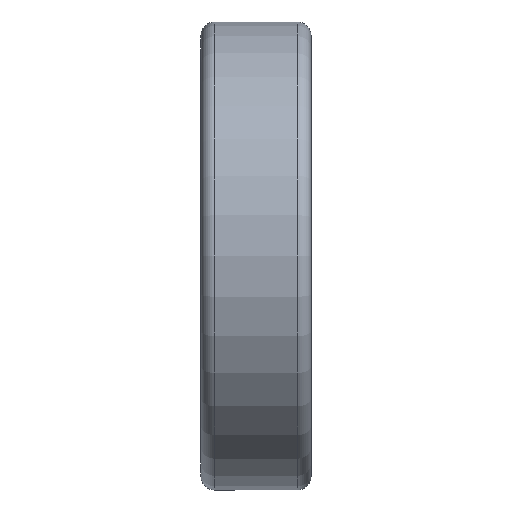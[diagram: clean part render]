
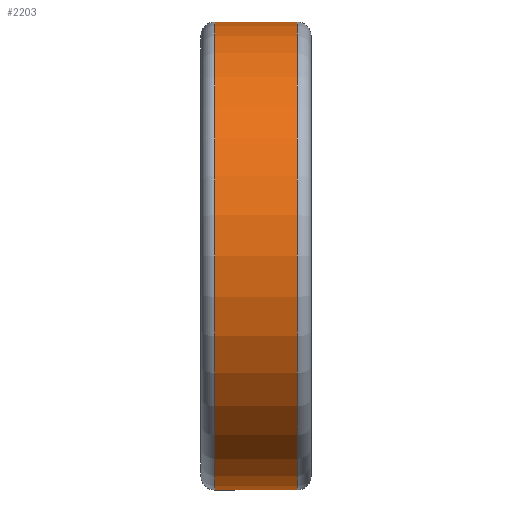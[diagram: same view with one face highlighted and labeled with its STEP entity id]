
A CAD part, left-side view. The second image highlights one B-rep face of the part: STEP entity #2203.
In plain terms, the highlighted cylindrical face has radius 26.988 mm (diameter 53.975 mm), a partial arc.
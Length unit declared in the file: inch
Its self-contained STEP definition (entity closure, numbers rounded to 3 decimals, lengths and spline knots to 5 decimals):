
#255 = VERTEX_POINT ( 'NONE', #3170 ) ;
#558 = DIRECTION ( 'NONE',  ( 0., 0., 1. ) ) ;
#826 = VERTEX_POINT ( 'NONE', #1285 ) ;
#1005 = CIRCLE ( 'NONE', #3858, 1.0625 ) ;
#1105 = DIRECTION ( 'NONE',  ( 0., 0., 1. ) ) ;
#1117 = CARTESIAN_POINT ( 'NONE',  ( 0., 0.0625, 0. ) ) ;
#1135 = CARTESIAN_POINT ( 'NONE',  ( 0., 0.4375, 0. ) ) ;
#1261 = CARTESIAN_POINT ( 'NONE',  ( 0., 0.0625, -1.0625 ) ) ;
#1285 = CARTESIAN_POINT ( 'NONE',  ( 0., 0.0625, 1.0625 ) ) ;
#1299 = AXIS2_PLACEMENT_3D ( 'NONE', #4891, #4474, #558 ) ;
#1399 = FACE_OUTER_BOUND ( 'NONE', #3671, .T. ) ;
#1533 = VECTOR ( 'NONE', #4466, 39.37008 ) ;
#1775 = CARTESIAN_POINT ( 'NONE',  ( 0., 0.4375, -1.0625 ) ) ;
#2038 = LINE ( 'NONE', #2595, #3939 ) ;
#2203 = ADVANCED_FACE ( 'NONE', ( #1399 ), #3158, .T. ) ;
#2336 = CIRCLE ( 'NONE', #5538, 1.0625 ) ;
#2413 = DIRECTION ( 'NONE',  ( 0., 1., 0. ) ) ;
#2567 = LINE ( 'NONE', #4328, #1533 ) ;
#2595 = CARTESIAN_POINT ( 'NONE',  ( 0., 0.125, -1.0625 ) ) ;
#2913 = DIRECTION ( 'NONE',  ( 0., 1., 0. ) ) ;
#2952 = ORIENTED_EDGE ( 'NONE', *, *, #4901, .F. ) ;
#3158 = CYLINDRICAL_SURFACE ( 'NONE', #1299, 1.0625 ) ;
#3159 = VERTEX_POINT ( 'NONE', #1775 ) ;
#3170 = CARTESIAN_POINT ( 'NONE',  ( 0., 0.4375, 1.0625 ) ) ;
#3281 = EDGE_CURVE ( 'NONE', #4262, #826, #2336, .T. ) ;
#3459 = ORIENTED_EDGE ( 'NONE', *, *, #3772, .F. ) ;
#3671 = EDGE_LOOP ( 'NONE', ( #2952, #4358, #4229, #3459 ) ) ;
#3675 = DIRECTION ( 'NONE',  ( 0., 0., 1. ) ) ;
#3772 = EDGE_CURVE ( 'NONE', #3159, #255, #1005, .T. ) ;
#3858 = AXIS2_PLACEMENT_3D ( 'NONE', #1135, #2413, #1105 ) ;
#3939 = VECTOR ( 'NONE', #2913, 39.37008 ) ;
#4229 = ORIENTED_EDGE ( 'NONE', *, *, #5015, .T. ) ;
#4262 = VERTEX_POINT ( 'NONE', #1261 ) ;
#4328 = CARTESIAN_POINT ( 'NONE',  ( 0., 0.125, 1.0625 ) ) ;
#4358 = ORIENTED_EDGE ( 'NONE', *, *, #3281, .T. ) ;
#4466 = DIRECTION ( 'NONE',  ( 0., 1., 0. ) ) ;
#4474 = DIRECTION ( 'NONE',  ( 0., 1., 0. ) ) ;
#4891 = CARTESIAN_POINT ( 'NONE',  ( 0., 0.125, 0. ) ) ;
#4901 = EDGE_CURVE ( 'NONE', #4262, #3159, #2038, .T. ) ;
#5015 = EDGE_CURVE ( 'NONE', #826, #255, #2567, .T. ) ;
#5395 = DIRECTION ( 'NONE',  ( 0., 1., 0. ) ) ;
#5538 = AXIS2_PLACEMENT_3D ( 'NONE', #1117, #5395, #3675 ) ;
